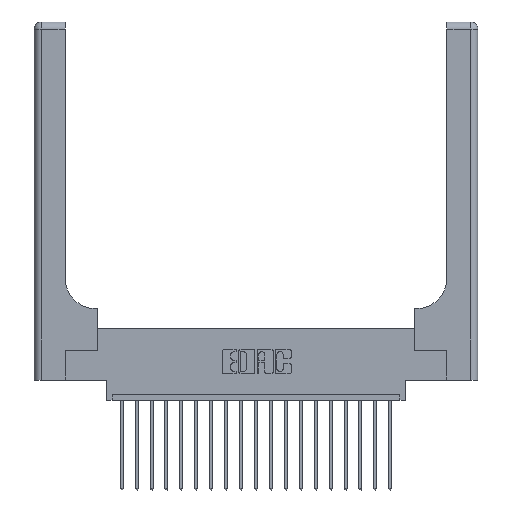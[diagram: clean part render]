
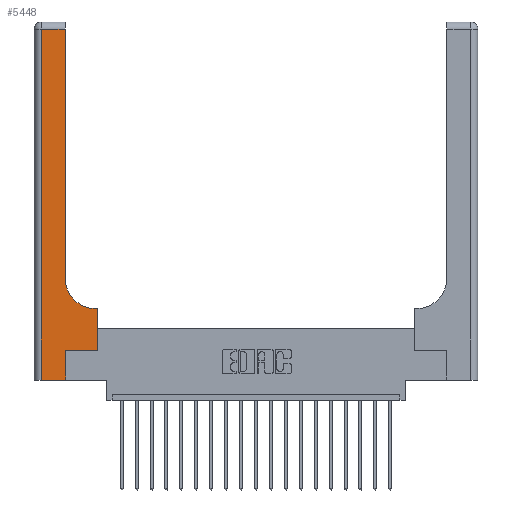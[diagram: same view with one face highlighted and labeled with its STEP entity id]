
A CAD part, top view. The second image highlights one B-rep face of the part: STEP entity #5448.
In plain terms, the highlighted planar face has unit normal (0, 0, 1).
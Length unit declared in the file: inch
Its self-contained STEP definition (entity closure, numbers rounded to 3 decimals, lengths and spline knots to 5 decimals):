
#239 = EDGE_CURVE ( 'NONE', #3831, #19690, #11914, .T. ) ;
#342 = PLANE ( 'NONE',  #14924 ) ;
#444 = VECTOR ( 'NONE', #4179, 39.37008 ) ;
#808 = DIRECTION ( 'NONE',  ( 0., -1., 0. ) ) ;
#869 = DIRECTION ( 'NONE',  ( 0., 1., 0. ) ) ;
#1643 = LINE ( 'NONE', #12942, #15101 ) ;
#1742 = EDGE_CURVE ( 'NONE', #10343, #4295, #1643, .T. ) ;
#1812 = DIRECTION ( 'NONE',  ( -1., 0., 0. ) ) ;
#2389 = EDGE_CURVE ( 'NONE', #10060, #10343, #18413, .T. ) ;
#2542 = AXIS2_PLACEMENT_3D ( 'NONE', #9139, #13860, #20231 ) ;
#2677 = ORIENTED_EDGE ( 'NONE', *, *, #2389, .T. ) ;
#2878 = ORIENTED_EDGE ( 'NONE', *, *, #6244, .T. ) ;
#3114 = DIRECTION ( 'NONE',  ( 0., 1., 0. ) ) ;
#3511 = DIRECTION ( 'NONE',  ( 0., 1., 0. ) ) ;
#3811 = CARTESIAN_POINT ( 'NONE',  ( 0.265, 0., 0.37 ) ) ;
#3831 = VERTEX_POINT ( 'NONE', #6402 ) ;
#4179 = DIRECTION ( 'NONE',  ( 1., 0., 0. ) ) ;
#4282 = CARTESIAN_POINT ( 'NONE',  ( 0.265, 0.25, 0.37 ) ) ;
#4295 = VERTEX_POINT ( 'NONE', #8017 ) ;
#4401 = LINE ( 'NONE', #16764, #10115 ) ;
#4850 = DIRECTION ( 'NONE',  ( 0., 0., -1. ) ) ;
#4885 = VERTEX_POINT ( 'NONE', #6199 ) ;
#5150 = CARTESIAN_POINT ( 'NONE',  ( 0.26, 2.94, 0.37 ) ) ;
#5448 = ADVANCED_FACE ( 'NONE', ( #16154 ), #342, .F. ) ;
#6199 = CARTESIAN_POINT ( 'NONE',  ( 0.265, 0., 0.37 ) ) ;
#6244 = EDGE_CURVE ( 'NONE', #4885, #10060, #12172, .T. ) ;
#6255 = CARTESIAN_POINT ( 'NONE',  ( 0.06, 0., 0.37 ) ) ;
#6402 = CARTESIAN_POINT ( 'NONE',  ( 0.51, 0.6, 0.37 ) ) ;
#6535 = VECTOR ( 'NONE', #18980, 39.37008 ) ;
#6598 = ORIENTED_EDGE ( 'NONE', *, *, #18529, .T. ) ;
#7494 = LINE ( 'NONE', #16930, #18098 ) ;
#7495 = VERTEX_POINT ( 'NONE', #6255 ) ;
#7872 = EDGE_CURVE ( 'NONE', #19179, #20410, #17524, .T. ) ;
#8017 = CARTESIAN_POINT ( 'NONE',  ( 0.528, 0.6, 0.37 ) ) ;
#8177 = CARTESIAN_POINT ( 'NONE',  ( 0., 3., 0.37 ) ) ;
#8310 = LINE ( 'NONE', #17527, #12489 ) ;
#8375 = ORIENTED_EDGE ( 'NONE', *, *, #239, .T. ) ;
#9139 = CARTESIAN_POINT ( 'NONE',  ( 0.51, 0.85, 0.37 ) ) ;
#9516 = ORIENTED_EDGE ( 'NONE', *, *, #14571, .T. ) ;
#9585 = CARTESIAN_POINT ( 'NONE',  ( 0.26, 0.85, 0.37 ) ) ;
#9777 = DIRECTION ( 'NONE',  ( -1., 0., 0. ) ) ;
#9887 = ORIENTED_EDGE ( 'NONE', *, *, #14006, .T. ) ;
#10060 = VERTEX_POINT ( 'NONE', #17280 ) ;
#10115 = VECTOR ( 'NONE', #13817, 39.37008 ) ;
#10343 = VERTEX_POINT ( 'NONE', #17897 ) ;
#10846 = EDGE_CURVE ( 'NONE', #20410, #7495, #7494, .T. ) ;
#11914 = CIRCLE ( 'NONE', #2542, 0.25 ) ;
#12172 = LINE ( 'NONE', #3811, #16995 ) ;
#12489 = VECTOR ( 'NONE', #3511, 39.37008 ) ;
#12942 = CARTESIAN_POINT ( 'NONE',  ( 0.528, 0.25, 0.37 ) ) ;
#13300 = CARTESIAN_POINT ( 'NONE',  ( 0.06, 2.94, 0.37 ) ) ;
#13817 = DIRECTION ( 'NONE',  ( -1., 0., 0. ) ) ;
#13860 = DIRECTION ( 'NONE',  ( 0., 0., -1. ) ) ;
#14006 = EDGE_CURVE ( 'NONE', #4295, #3831, #4401, .T. ) ;
#14181 = CARTESIAN_POINT ( 'NONE',  ( 0., 2.94, 0.37 ) ) ;
#14571 = EDGE_CURVE ( 'NONE', #19690, #19179, #8310, .T. ) ;
#14924 = AXIS2_PLACEMENT_3D ( 'NONE', #8177, #4850, #1812 ) ;
#15101 = VECTOR ( 'NONE', #3114, 39.37008 ) ;
#15433 = LINE ( 'NONE', #20435, #6535 ) ;
#15605 = ORIENTED_EDGE ( 'NONE', *, *, #1742, .T. ) ;
#16154 = FACE_OUTER_BOUND ( 'NONE', #18815, .T. ) ;
#16764 = CARTESIAN_POINT ( 'NONE',  ( 0.26, 0.6, 0.37 ) ) ;
#16930 = CARTESIAN_POINT ( 'NONE',  ( 0.06, 3., 0.37 ) ) ;
#16995 = VECTOR ( 'NONE', #869, 39.37008 ) ;
#17280 = CARTESIAN_POINT ( 'NONE',  ( 0.265, 0.25, 0.37 ) ) ;
#17524 = LINE ( 'NONE', #14181, #18100 ) ;
#17527 = CARTESIAN_POINT ( 'NONE',  ( 0.26, 3., 0.37 ) ) ;
#17595 = ORIENTED_EDGE ( 'NONE', *, *, #7872, .T. ) ;
#17897 = CARTESIAN_POINT ( 'NONE',  ( 0.528, 0.25, 0.37 ) ) ;
#18098 = VECTOR ( 'NONE', #808, 39.37008 ) ;
#18100 = VECTOR ( 'NONE', #9777, 39.37008 ) ;
#18413 = LINE ( 'NONE', #4282, #444 ) ;
#18529 = EDGE_CURVE ( 'NONE', #7495, #4885, #15433, .T. ) ;
#18704 = ORIENTED_EDGE ( 'NONE', *, *, #10846, .T. ) ;
#18815 = EDGE_LOOP ( 'NONE', ( #9516, #17595, #18704, #6598, #2878, #2677, #15605, #9887, #8375 ) ) ;
#18980 = DIRECTION ( 'NONE',  ( 1., 0., 0. ) ) ;
#19179 = VERTEX_POINT ( 'NONE', #5150 ) ;
#19690 = VERTEX_POINT ( 'NONE', #9585 ) ;
#20231 = DIRECTION ( 'NONE',  ( 1., 0., 0. ) ) ;
#20410 = VERTEX_POINT ( 'NONE', #13300 ) ;
#20435 = CARTESIAN_POINT ( 'NONE',  ( 0., 0., 0.37 ) ) ;
